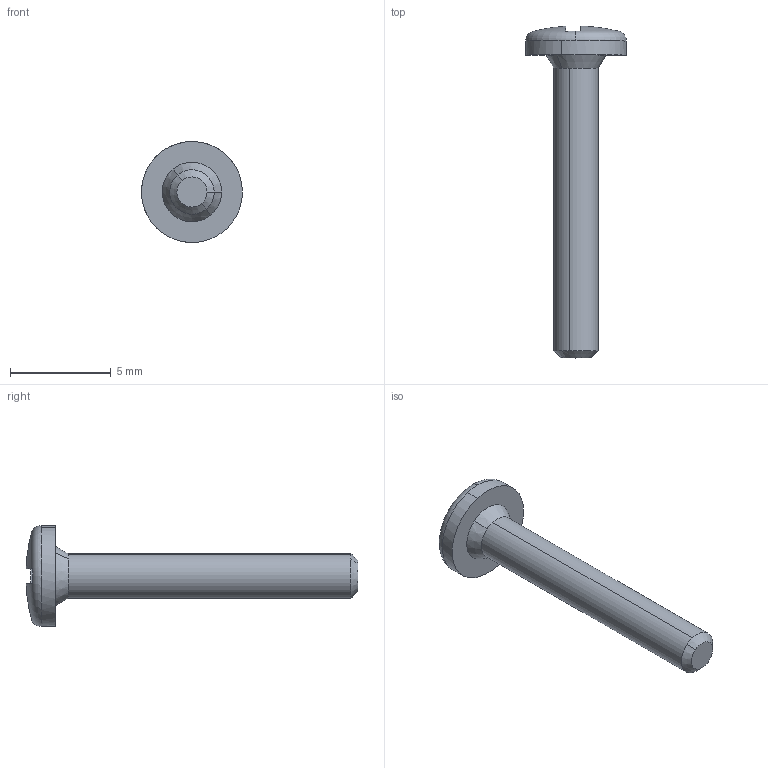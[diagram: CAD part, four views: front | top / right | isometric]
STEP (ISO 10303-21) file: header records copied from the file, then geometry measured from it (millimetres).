
FILE_DESCRIPTION(('produced by SPATIAL CORP'),'2;1');
FILE_NAME('Part20.hh.sat.stp', '2002-04-22T11:44:24+00:00',('SPATIAL CORP'),('SPATIAL CORP'), 'ACIS STEP Husk','http://www.spatial.com','SPATIAL CORP');
FILE_SCHEMA(('CONFIG_CONTROL_DESIGN'));
Length unit declared in the file: millimetre
Products named in the file (1): PRODUCT_ID_1
Bounding box: 5 x 16.44 x 5 mm (x, y, z)
Volume: 75.2 mm3; surface area: 174.1 mm2
Topology: 1 solids, 1 shells, 35 faces, 90 edges, 58 vertices
Faces by surface type: plane 15, cone 6, cylinder 6, sphere 5, torus 3
Entity records: 1049 total; most frequent: CARTESIAN_POINT 208, ORIENTED_EDGE 180, DIRECTION 134, EDGE_CURVE 90, VERTEX_POINT 58, AXIS2_PLACEMENT_3D 51, EDGE_LOOP 36, FACE_BOUND 36
